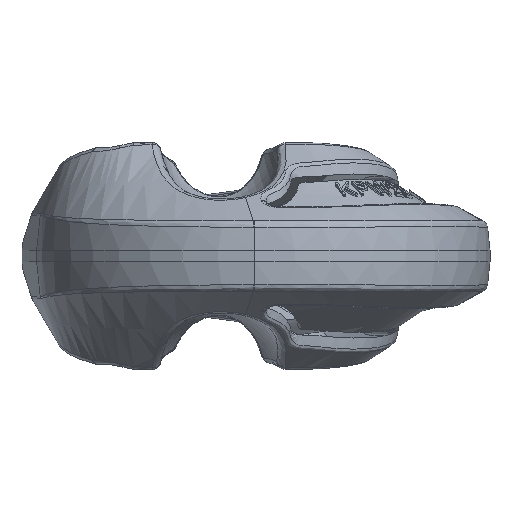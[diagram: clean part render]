
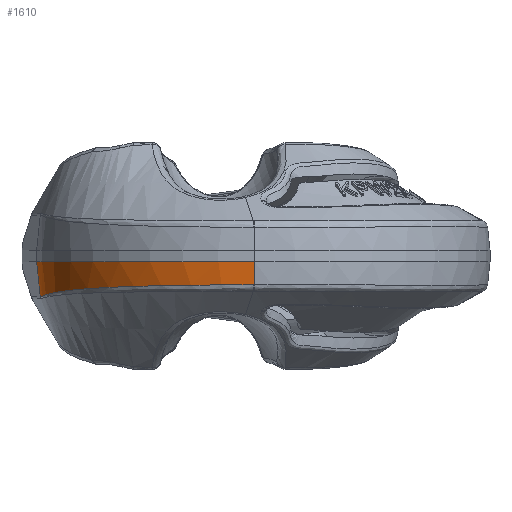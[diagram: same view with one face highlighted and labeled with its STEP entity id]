
A CAD part, front view. The second image highlights one B-rep face of the part: STEP entity #1610.
In plain terms, the highlighted conical face has half-angle 6 degrees and reference radius 77 mm.
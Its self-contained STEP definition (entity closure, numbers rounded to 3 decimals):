
#227=CONICAL_SURFACE('',#8784,77.,6.);
#467=CIRCLE('',#8592,77.);
#880=LINE('',#22539,#1148);
#881=LINE('',#22540,#1149);
#1148=VECTOR('',#9630,1.);
#1149=VECTOR('',#9631,1.);
#1610=ADVANCED_FACE('',(#2145),#227,.T.);
#2145=FACE_OUTER_BOUND('',#2700,.T.);
#2700=EDGE_LOOP('',(#4166,#4167,#4168,#4169,#4170));
#4166=ORIENTED_EDGE('',*,*,#7102,.F.);
#4167=ORIENTED_EDGE('',*,*,#7103,.T.);
#4168=ORIENTED_EDGE('',*,*,#6718,.F.);
#4169=ORIENTED_EDGE('',*,*,#7104,.F.);
#4170=ORIENTED_EDGE('',*,*,#7105,.F.);
#5889=VERTEX_POINT('',#13774);
#5890=VERTEX_POINT('',#13776);
#6110=VERTEX_POINT('',#22537);
#6111=VERTEX_POINT('',#22538);
#6112=VERTEX_POINT('',#22541);
#6718=EDGE_CURVE('',#5889,#5890,#467,.T.);
#7102=EDGE_CURVE('',#6110,#6111,#8135,.T.);
#7103=EDGE_CURVE('',#6110,#5890,#880,.T.);
#7104=EDGE_CURVE('',#6112,#5889,#881,.T.);
#7105=EDGE_CURVE('',#6111,#6112,#8136,.T.);
#8135=B_SPLINE_CURVE_WITH_KNOTS('',3,(#22533,#22534,#22535,#22536),.UNSPECIFIED.,
.F.,.F.,(4,4),(0.,1.),.UNSPECIFIED.);
#8136=B_SPLINE_CURVE_WITH_KNOTS('',3,(#22542,#22543,#22544,#22545,#22546,
#22547,#22548,#22549,#22550,#22551,#22552,#22553,#22554,#22555,#22556,#22557,
#22558,#22559,#22560,#22561),.UNSPECIFIED.,.F.,.F.,(4,2,2,2,2,2,2,2,2,4),
(0.,0.125,0.25,0.375,0.5,0.625,0.75,0.875,0.938,1.),.UNSPECIFIED.);
#8592=AXIS2_PLACEMENT_3D('',#13775,#9197,#9198);
#8784=AXIS2_PLACEMENT_3D('',#22562,#9632,#9633);
#9197=DIRECTION('',(0.,0.,1.));
#9198=DIRECTION('',(1.,0.,0.));
#9630=DIRECTION('',(0.,-0.105,0.995));
#9631=DIRECTION('',(-0.104,-0.007,0.995));
#9632=DIRECTION('',(0.,0.,1.));
#9633=DIRECTION('',(1.,0.,0.));
#13774=CARTESIAN_POINT('',(-59.317,-142.304,-2.));
#13775=CARTESIAN_POINT('',(17.5,-137.,-2.));
#13776=CARTESIAN_POINT('',(17.5,-214.,-2.));
#22533=CARTESIAN_POINT('',(17.5,-213.147,-10.119));
#22534=CARTESIAN_POINT('',(17.341,-213.147,-10.12));
#22535=CARTESIAN_POINT('',(17.182,-213.146,-10.12));
#22536=CARTESIAN_POINT('',(17.023,-213.145,-10.121));
#22537=CARTESIAN_POINT('',(17.5,-213.147,-10.119));
#22538=CARTESIAN_POINT('',(17.023,-213.145,-10.121));
#22539=CARTESIAN_POINT('',(17.5,-214.,-2.));
#22540=CARTESIAN_POINT('',(-59.317,-142.304,-2.));
#22541=CARTESIAN_POINT('',(-58.028,-142.215,-14.292));
#22542=CARTESIAN_POINT('',(17.023,-213.145,-10.121));
#22543=CARTESIAN_POINT('',(12.241,-213.113,-10.139));
#22544=CARTESIAN_POINT('',(7.538,-212.634,-10.166));
#22545=CARTESIAN_POINT('',(-1.715,-210.819,-10.247));
#22546=CARTESIAN_POINT('',(-6.306,-209.466,-10.301));
#22547=CARTESIAN_POINT('',(-15.132,-205.927,-10.443));
#22548=CARTESIAN_POINT('',(-19.325,-203.768,-10.529));
#22549=CARTESIAN_POINT('',(-27.28,-198.685,-10.76));
#22550=CARTESIAN_POINT('',(-31.075,-195.724,-10.915));
#22551=CARTESIAN_POINT('',(-37.952,-189.223,-11.28));
#22552=CARTESIAN_POINT('',(-41.057,-185.681,-11.485));
#22553=CARTESIAN_POINT('',(-46.601,-178.016,-11.955));
#22554=CARTESIAN_POINT('',(-49.038,-173.871,-12.227));
#22555=CARTESIAN_POINT('',(-53.026,-165.335,-12.859));
#22556=CARTESIAN_POINT('',(-54.609,-160.906,-13.228));
#22557=CARTESIAN_POINT('',(-56.366,-154.012,-13.77));
#22558=CARTESIAN_POINT('',(-56.848,-151.67,-13.95));
#22559=CARTESIAN_POINT('',(-57.593,-146.969,-14.23));
#22560=CARTESIAN_POINT('',(-57.868,-144.6,-14.254));
#22561=CARTESIAN_POINT('',(-58.028,-142.215,-14.292));
#22562=CARTESIAN_POINT('',(17.5,-137.,-2.));
